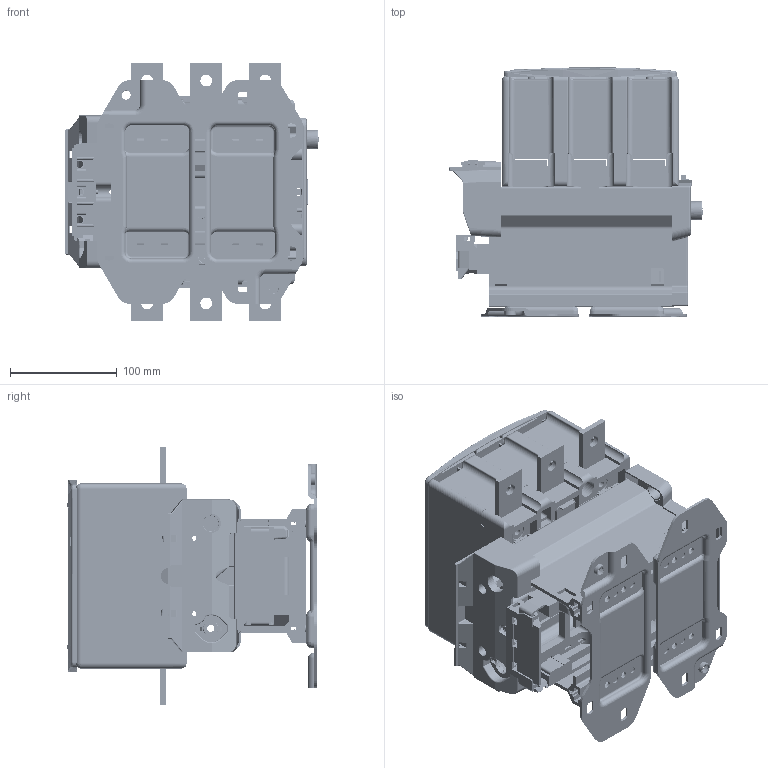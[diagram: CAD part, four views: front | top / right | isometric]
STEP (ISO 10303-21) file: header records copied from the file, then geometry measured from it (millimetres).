
FILE_DESCRIPTION((''),'2;1');
FILE_NAME('CDC6-500_ASM','2022-03-02T',('kejia.li'),(''),'PRO/ENGINEER BY PARAMETRIC TECHNOLOGY CORPORATION, 2015440','PRO/ENGINEER BY PARAMETRIC TECHNOLOGY CORPORATION, 2015440','');
FILE_SCHEMA(('CONFIG_CONTROL_DESIGN'));
Products named in the file (23): CDC6-500_1; CDC6-500_2; CDC6-500_3; CDC6-500_4; CDC6-500_5; CDC6-500_6; CDC6-500_7; CDC6-500_8; CDC6-500_9; CDC6-500_10; CDC6-500_11; CDC6-500_12; CDC6-500_13; CDC6-500_14; CDC6-500_15; CDC6-500_16; CDC6-500_17; CDC6-500_18; CDC6-500_19; CDC6-500_20; CDC6-500_21; ASM0004_ASM; CDC6-500_ASM
Assembly tree (24 placements, depth 3):
  CDC6-500_ASM
    ASM0004_ASM
      CDC6-500_1
      CDC6-500_2  x2
      CDC6-500_3
      CDC6-500_4
      CDC6-500_5
      CDC6-500_6  x2
      CDC6-500_7
      CDC6-500_8
      CDC6-500_9
      CDC6-500_10
      CDC6-500_11
      CDC6-500_12
      CDC6-500_13
      CDC6-500_14
      CDC6-500_15
      CDC6-500_16
      CDC6-500_17
      CDC6-500_18
      CDC6-500_19
      CDC6-500_20
      CDC6-500_21
Bounding box: 236.5 x 233 x 240.2 mm (x, y, z)
Volume: 2023232.3 mm3; surface area: 920212.1 mm2
Topology: 23 solids, 23 shells, 6439 faces, 18445 edges, 12060 vertices
Faces by surface type: plane 4046, cylinder 1881, bspline 188, torus 188, sphere 71, cone 62, extrusion 3
Entity records: 219733 total; most frequent: CARTESIAN_POINT 58888, ORIENTED_EDGE 35026, DIRECTION 31809, EDGE_CURVE 17513, VECTOR 12161, LINE 12158, VERTEX_POINT 11497, AXIS2_PLACEMENT_3D 9824
